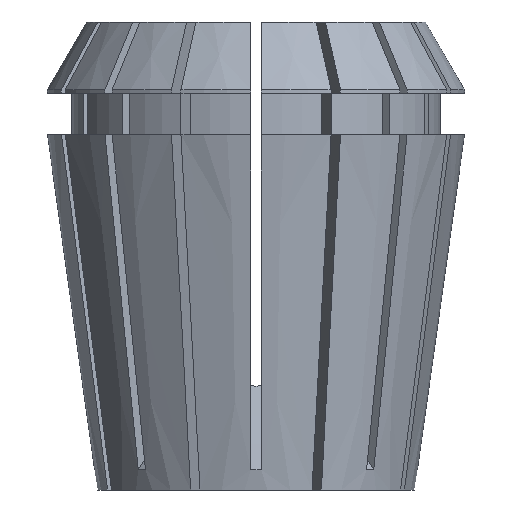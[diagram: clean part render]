
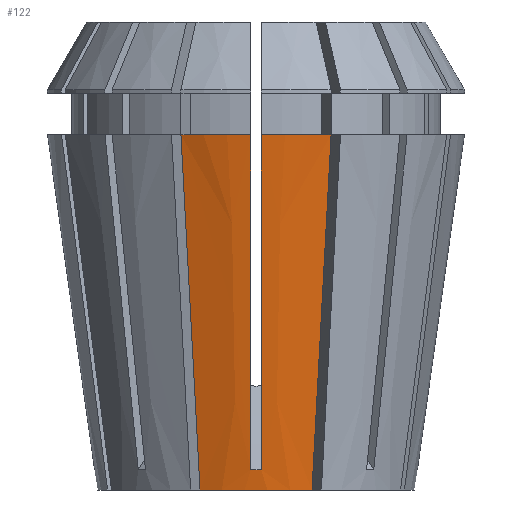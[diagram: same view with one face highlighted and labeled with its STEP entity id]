
A CAD part, left-side view. The second image highlights one B-rep face of the part: STEP entity #122.
In plain terms, the highlighted conical face has half-angle 8 degrees and reference radius 15.595 mm.
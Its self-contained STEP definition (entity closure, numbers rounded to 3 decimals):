
#2 = DIRECTION ( 'NONE',  ( 0., 0., -1. ) ) ;
#46 = AXIS2_PLACEMENT_3D ( 'NONE', #1995, #1195, #2032 ) ;
#87 = B_SPLINE_CURVE_WITH_KNOTS ( 'NONE', 3,
 ( #631, #202, #161, #3609, #3152, #4923, #2353, #1067, #1490, #1924 ),
 .UNSPECIFIED., .F., .F.,
 ( 4, 3, 3, 4 ),
 ( 0.074, 0.077, 0.105, 0.108 ),
 .UNSPECIFIED. ) ;
#122 = ADVANCED_FACE ( 'NONE', ( #1645 ), #4175, .T. ) ;
#161 = CARTESIAN_POINT ( 'NONE',  ( -20.277, -0.5, 33.356 ) ) ;
#178 = CARTESIAN_POINT ( 'NONE',  ( -15.87, -0.5, 2.007 ) ) ;
#202 = CARTESIAN_POINT ( 'NONE',  ( -20.386, -0.5, 34.128 ) ) ;
#308 = CARTESIAN_POINT ( 'NONE',  ( 0., 0., 34.9 ) ) ;
#344 = EDGE_CURVE ( 'NONE', #4760, #5244, #3909, .T. ) ;
#373 = VERTEX_POINT ( 'NONE', #3572 ) ;
#506 = VERTEX_POINT ( 'NONE', #5067 ) ;
#631 = CARTESIAN_POINT ( 'NONE',  ( -20.494, -0.5, 34.9 ) ) ;
#706 = VERTEX_POINT ( 'NONE', #3566 ) ;
#773 = VERTEX_POINT ( 'NONE', #3099 ) ;
#855 = CARTESIAN_POINT ( 'NONE',  ( -14.592, -5.503, 0. ) ) ;
#869 = AXIS2_PLACEMENT_3D ( 'NONE', #2582, #2, #4293 ) ;
#975 = CARTESIAN_POINT ( 'NONE',  ( -20.277, 0.5, 33.356 ) ) ;
#988 = CARTESIAN_POINT ( 'NONE',  ( -16.104, 6.129, 11.633 ) ) ;
#1007 = CARTESIAN_POINT ( 'NONE',  ( -16.094, 0.5, 3.6 ) ) ;
#1055 = EDGE_CURVE ( 'NONE', #706, #373, #1372, .T. ) ;
#1067 = CARTESIAN_POINT ( 'NONE',  ( -16.094, -0.5, 3.6 ) ) ;
#1124 = CARTESIAN_POINT ( 'NONE',  ( -15.879, 0.167, 1.998 ) ) ;
#1195 = DIRECTION ( 'NONE',  ( 0., 0., -1. ) ) ;
#1261 = CARTESIAN_POINT ( 'NONE',  ( -17.615, -6.755, 23.267 ) ) ;
#1339 = EDGE_CURVE ( 'NONE', #2087, #4760, #5100, .T. ) ;
#1345 = B_SPLINE_CURVE_WITH_KNOTS ( 'NONE', 3,
 ( #3247, #1124, #3727, #4518 ),
 .UNSPECIFIED., .F., .F.,
 ( 4, 4 ),
 ( 0., 0.001 ),
 .UNSPECIFIED. ) ;
#1372 = CIRCLE ( 'NONE', #2608, 20.5 ) ;
#1384 = B_SPLINE_CURVE_WITH_KNOTS ( 'NONE', 3,
 ( #3890, #1755, #975, #2718, #5264, #3983, #1462, #1007, #3097, #3999 ),
 .UNSPECIFIED., .F., .F.,
 ( 4, 3, 3, 4 ),
 ( 0.074, 0.077, 0.105, 0.108 ),
 .UNSPECIFIED. ) ;
#1458 = VERTEX_POINT ( 'NONE', #178 ) ;
#1462 = CARTESIAN_POINT ( 'NONE',  ( -16.206, 0.5, 4.396 ) ) ;
#1490 = CARTESIAN_POINT ( 'NONE',  ( -15.982, -0.5, 2.803 ) ) ;
#1538 = CIRCLE ( 'NONE', #46, 15.595 ) ;
#1604 = DIRECTION ( 'NONE',  ( 0., 0., -1. ) ) ;
#1645 = FACE_OUTER_BOUND ( 'NONE', #1780, .T. ) ;
#1706 = CARTESIAN_POINT ( 'NONE',  ( -14.592, 5.503, 0. ) ) ;
#1755 = CARTESIAN_POINT ( 'NONE',  ( -20.386, 0.5, 34.128 ) ) ;
#1780 = EDGE_LOOP ( 'NONE', ( #3722, #3889, #4584, #4972, #2001, #2418, #3002, #4325 ) ) ;
#1924 = CARTESIAN_POINT ( 'NONE',  ( -15.87, -0.5, 2.007 ) ) ;
#1995 = CARTESIAN_POINT ( 'NONE',  ( 0., 0., 0. ) ) ;
#2001 = ORIENTED_EDGE ( 'NONE', *, *, #1055, .T. ) ;
#2032 = DIRECTION ( 'NONE',  ( -1., 0., 0. ) ) ;
#2087 = VERTEX_POINT ( 'NONE', #3912 ) ;
#2353 = CARTESIAN_POINT ( 'NONE',  ( -16.206, -0.5, 4.396 ) ) ;
#2386 = EDGE_CURVE ( 'NONE', #773, #1458, #1345, .T. ) ;
#2418 = ORIENTED_EDGE ( 'NONE', *, *, #3701, .T. ) ;
#2582 = CARTESIAN_POINT ( 'NONE',  ( 0., 0., 34.9 ) ) ;
#2608 = AXIS2_PLACEMENT_3D ( 'NONE', #308, #1604, #3718 ) ;
#2718 = CARTESIAN_POINT ( 'NONE',  ( -20.169, 0.5, 32.584 ) ) ;
#3002 = ORIENTED_EDGE ( 'NONE', *, *, #2386, .F. ) ;
#3097 = CARTESIAN_POINT ( 'NONE',  ( -15.982, 0.5, 2.803 ) ) ;
#3099 = CARTESIAN_POINT ( 'NONE',  ( -15.87, 0.5, 2.007 ) ) ;
#3115 = CARTESIAN_POINT ( 'NONE',  ( -19.126, 7.381, 34.9 ) ) ;
#3147 = DIRECTION ( 'NONE',  ( 1., 0., 0. ) ) ;
#3152 = CARTESIAN_POINT ( 'NONE',  ( -18.848, -0.5, 23.188 ) ) ;
#3198 = CARTESIAN_POINT ( 'NONE',  ( -14.592, 5.503, 0. ) ) ;
#3247 = CARTESIAN_POINT ( 'NONE',  ( -15.87, 0.5, 2.007 ) ) ;
#3531 = CARTESIAN_POINT ( 'NONE',  ( -17.615, 6.755, 23.267 ) ) ;
#3566 = CARTESIAN_POINT ( 'NONE',  ( -19.126, -7.381, 34.9 ) ) ;
#3572 = CARTESIAN_POINT ( 'NONE',  ( -20.494, -0.5, 34.9 ) ) ;
#3602 = AXIS2_PLACEMENT_3D ( 'NONE', #5289, #4900, #3147 ) ;
#3609 = CARTESIAN_POINT ( 'NONE',  ( -20.169, -0.5, 32.584 ) ) ;
#3645 = CARTESIAN_POINT ( 'NONE',  ( -19.126, 7.381, 34.9 ) ) ;
#3701 = EDGE_CURVE ( 'NONE', #373, #1458, #87, .T. ) ;
#3718 = DIRECTION ( 'NONE',  ( -1., 0., 0. ) ) ;
#3722 = ORIENTED_EDGE ( 'NONE', *, *, #1339, .T. ) ;
#3727 = CARTESIAN_POINT ( 'NONE',  ( -15.879, -0.167, 1.998 ) ) ;
#3889 = ORIENTED_EDGE ( 'NONE', *, *, #344, .T. ) ;
#3890 = CARTESIAN_POINT ( 'NONE',  ( -20.494, 0.5, 34.9 ) ) ;
#3909 = B_SPLINE_CURVE_WITH_KNOTS ( 'NONE', 3,
 ( #3115, #3531, #988, #3198 ),
 .UNSPECIFIED., .F., .F.,
 ( 4, 4 ),
 ( 0., 0.035 ),
 .UNSPECIFIED. ) ;
#3912 = CARTESIAN_POINT ( 'NONE',  ( -20.494, 0.5, 34.9 ) ) ;
#3983 = CARTESIAN_POINT ( 'NONE',  ( -17.527, 0.5, 13.792 ) ) ;
#3999 = CARTESIAN_POINT ( 'NONE',  ( -15.87, 0.5, 2.007 ) ) ;
#4175 = CONICAL_SURFACE ( 'NONE', #3602, 15.595, 0.14 ) ;
#4293 = DIRECTION ( 'NONE',  ( -1., 0., 0. ) ) ;
#4325 = ORIENTED_EDGE ( 'NONE', *, *, #5459, .F. ) ;
#4518 = CARTESIAN_POINT ( 'NONE',  ( -15.87, -0.5, 2.007 ) ) ;
#4584 = ORIENTED_EDGE ( 'NONE', *, *, #4773, .F. ) ;
#4626 = CARTESIAN_POINT ( 'NONE',  ( -19.126, -7.381, 34.9 ) ) ;
#4760 = VERTEX_POINT ( 'NONE', #3645 ) ;
#4773 = EDGE_CURVE ( 'NONE', #506, #5244, #1538, .T. ) ;
#4900 = DIRECTION ( 'NONE',  ( 0., 0., 1. ) ) ;
#4923 = CARTESIAN_POINT ( 'NONE',  ( -17.527, -0.5, 13.792 ) ) ;
#4972 = ORIENTED_EDGE ( 'NONE', *, *, #5238, .F. ) ;
#5038 = CARTESIAN_POINT ( 'NONE',  ( -16.104, -6.129, 11.633 ) ) ;
#5067 = CARTESIAN_POINT ( 'NONE',  ( -14.592, -5.503, 0. ) ) ;
#5100 = CIRCLE ( 'NONE', #869, 20.5 ) ;
#5238 = EDGE_CURVE ( 'NONE', #706, #506, #5245, .T. ) ;
#5244 = VERTEX_POINT ( 'NONE', #1706 ) ;
#5245 = B_SPLINE_CURVE_WITH_KNOTS ( 'NONE', 3,
 ( #4626, #1261, #5038, #855 ),
 .UNSPECIFIED., .F., .F.,
 ( 4, 4 ),
 ( 0., 0.035 ),
 .UNSPECIFIED. ) ;
#5264 = CARTESIAN_POINT ( 'NONE',  ( -18.848, 0.5, 23.188 ) ) ;
#5289 = CARTESIAN_POINT ( 'NONE',  ( 0., 0., 0. ) ) ;
#5459 = EDGE_CURVE ( 'NONE', #2087, #773, #1384, .T. ) ;
